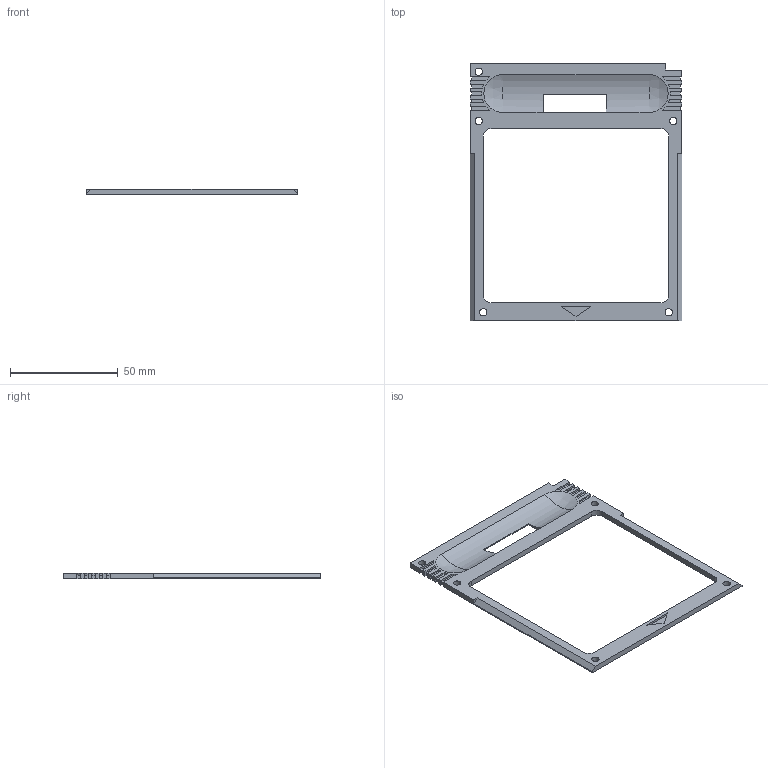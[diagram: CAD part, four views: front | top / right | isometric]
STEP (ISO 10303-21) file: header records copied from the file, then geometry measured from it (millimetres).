
FILE_DESCRIPTION(/* description */ (''),/* implementation_level */ '2;1');
FILE_NAME(/* name */ 'top.step',/* time_stamp */ '2025-07-08T01:47:16-04:00',/* author */ (''),/* organization */ (''),/* preprocessor_version */ 'ST-DEVELOPER v20.1',/* originating_system */ 'Autodesk Translation Framework v14.10.0.0',/* authorisation */ '');
FILE_SCHEMA (('AUTOMOTIVE_DESIGN { 1 0 10303 214 3 1 1 }'));
Length unit declared in the file: millimetre
Products named in the file (1): GBCartPad
Bounding box: 98.48 x 119.8 x 2.63 mm (x, y, z)
Volume: 9715.7 mm3; surface area: 11286.8 mm2
Topology: 1 solids, 1 shells, 96 faces, 281 edges, 188 vertices
Faces by surface type: plane 74, cylinder 20, sphere 2
Full cylindrical faces by diameter (mm): 3.4 x5
Entity records: 3224 total; most frequent: CARTESIAN_POINT 566, ORIENTED_EDGE 562, DIRECTION 521, EDGE_CURVE 281, LINE 235, VECTOR 235, VERTEX_POINT 188, AXIS2_PLACEMENT_3D 143
